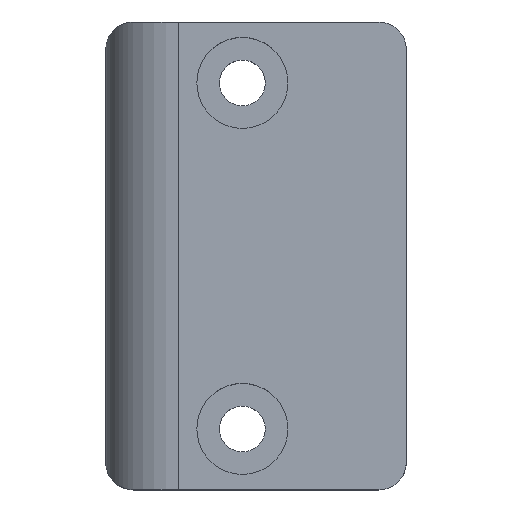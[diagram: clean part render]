
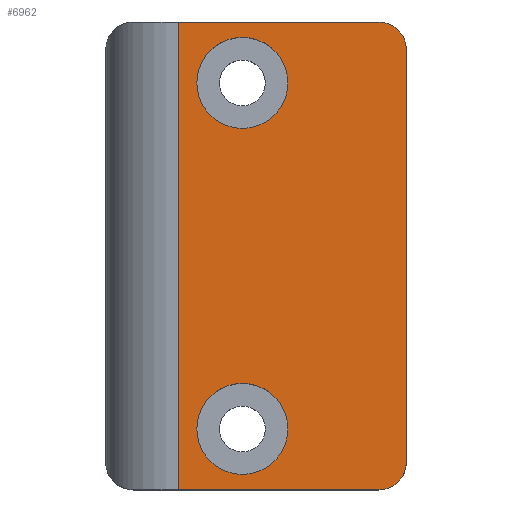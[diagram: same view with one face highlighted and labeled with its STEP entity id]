
A CAD part, top view. The second image highlights one B-rep face of the part: STEP entity #6962.
In plain terms, the highlighted planar face has unit normal (0, 0, 1).
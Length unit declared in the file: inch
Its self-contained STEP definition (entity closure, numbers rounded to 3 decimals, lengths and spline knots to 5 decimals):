
#116=FACE_BOUND('',#1104,.T.);
#117=FACE_BOUND('',#1105,.T.);
#129=PLANE('',#7445);
#562=FACE_OUTER_BOUND('',#1103,.T.);
#1103=EDGE_LOOP('',(#5281,#5282,#5283,#5284,#5285,#5286));
#1104=EDGE_LOOP('',(#5287));
#1105=EDGE_LOOP('',(#5288));
#1550=LINE('',#9735,#2419);
#1990=LINE('',#10645,#2859);
#1991=LINE('',#10647,#2860);
#1992=LINE('',#10649,#2861);
#2419=VECTOR('',#7908,0.3937);
#2859=VECTOR('',#8404,0.3937);
#2860=VECTOR('',#8405,0.3937);
#2861=VECTOR('',#8406,0.3937);
#3296=CIRCLE('',#7443,0.075);
#3298=CIRCLE('',#7446,0.075);
#3299=CIRCLE('',#7447,0.125);
#3300=CIRCLE('',#7448,0.125);
#3320=VERTEX_POINT('',#9732);
#3321=VERTEX_POINT('',#9734);
#3761=VERTEX_POINT('',#10638);
#3763=VERTEX_POINT('',#10644);
#3764=VERTEX_POINT('',#10646);
#3765=VERTEX_POINT('',#10648);
#3766=VERTEX_POINT('',#10651);
#3767=VERTEX_POINT('',#10653);
#3891=EDGE_CURVE('',#3320,#3321,#1550,.T.);
#4345=EDGE_CURVE('',#3761,#3320,#3296,.T.);
#4348=EDGE_CURVE('',#3763,#3761,#1990,.T.);
#4349=EDGE_CURVE('',#3764,#3763,#1991,.T.);
#4350=EDGE_CURVE('',#3764,#3765,#1992,.T.);
#4351=EDGE_CURVE('',#3321,#3765,#3298,.T.);
#4352=EDGE_CURVE('',#3766,#3766,#3299,.T.);
#4353=EDGE_CURVE('',#3767,#3767,#3300,.T.);
#5281=ORIENTED_EDGE('',*,*,#4345,.F.);
#5282=ORIENTED_EDGE('',*,*,#4348,.F.);
#5283=ORIENTED_EDGE('',*,*,#4349,.F.);
#5284=ORIENTED_EDGE('',*,*,#4350,.T.);
#5285=ORIENTED_EDGE('',*,*,#4351,.F.);
#5286=ORIENTED_EDGE('',*,*,#3891,.F.);
#5287=ORIENTED_EDGE('',*,*,#4352,.T.);
#5288=ORIENTED_EDGE('',*,*,#4353,.T.);
#6962=ADVANCED_FACE('',(#562,#116,#117),#129,.T.);
#7443=AXIS2_PLACEMENT_3D('',#10639,#8397,#8398);
#7445=AXIS2_PLACEMENT_3D('',#10643,#8402,#8403);
#7446=AXIS2_PLACEMENT_3D('',#10650,#8407,#8408);
#7447=AXIS2_PLACEMENT_3D('',#10652,#8409,#8410);
#7448=AXIS2_PLACEMENT_3D('',#10654,#8411,#8412);
#7908=DIRECTION('',(0.,-1.,0.));
#8397=DIRECTION('center_axis',(0.,0.,-1.));
#8398=DIRECTION('ref_axis',(0.707,0.707,0.));
#8402=DIRECTION('center_axis',(0.,0.,1.));
#8403=DIRECTION('ref_axis',(0.,-1.,0.));
#8404=DIRECTION('',(1.,0.,0.));
#8405=DIRECTION('',(0.,1.,0.));
#8406=DIRECTION('',(1.,0.,0.));
#8407=DIRECTION('center_axis',(0.,0.,-1.));
#8408=DIRECTION('ref_axis',(0.707,-0.707,0.));
#8409=DIRECTION('center_axis',(0.,0.,-1.));
#8410=DIRECTION('ref_axis',(1.,0.,0.));
#8411=DIRECTION('center_axis',(0.,0.,-1.));
#8412=DIRECTION('ref_axis',(1.,0.,0.));
#9732=CARTESIAN_POINT('',(-5.8439,-2.5532,0.66921));
#9734=CARTESIAN_POINT('',(-5.8439,-3.68745,0.66921));
#9735=CARTESIAN_POINT('',(-5.8439,-3.76245,0.66921));
#10638=CARTESIAN_POINT('',(-5.9189,-2.4782,0.66921));
#10639=CARTESIAN_POINT('Origin',(-5.9189,-2.5532,0.66921));
#10643=CARTESIAN_POINT('Origin',(-6.6689,-2.4782,0.66921));
#10644=CARTESIAN_POINT('',(-6.4689,-2.4782,0.66921));
#10645=CARTESIAN_POINT('',(-6.6689,-2.4782,0.66921));
#10646=CARTESIAN_POINT('',(-6.4689,-3.76245,0.66921));
#10647=CARTESIAN_POINT('',(-6.4689,-2.79927,0.66921));
#10648=CARTESIAN_POINT('',(-5.9189,-3.76245,0.66921));
#10649=CARTESIAN_POINT('',(-6.6689,-3.76245,0.66921));
#10650=CARTESIAN_POINT('Origin',(-5.9189,-3.68745,0.66921));
#10651=CARTESIAN_POINT('',(-6.4189,-3.59533,0.66921));
#10652=CARTESIAN_POINT('Origin',(-6.2939,-3.59533,0.66921));
#10653=CARTESIAN_POINT('',(-6.4189,-2.64533,0.66921));
#10654=CARTESIAN_POINT('Origin',(-6.2939,-2.64533,0.66921));
